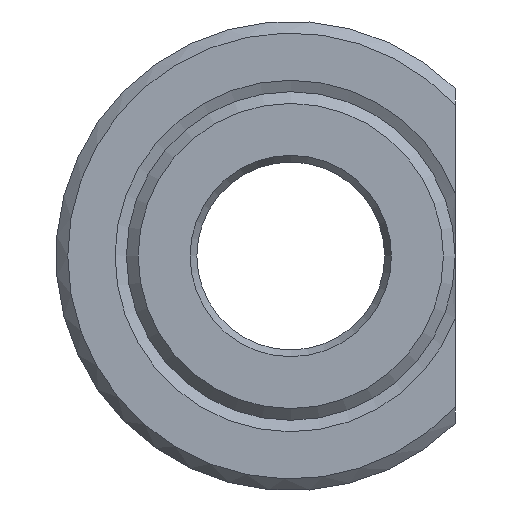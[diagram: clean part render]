
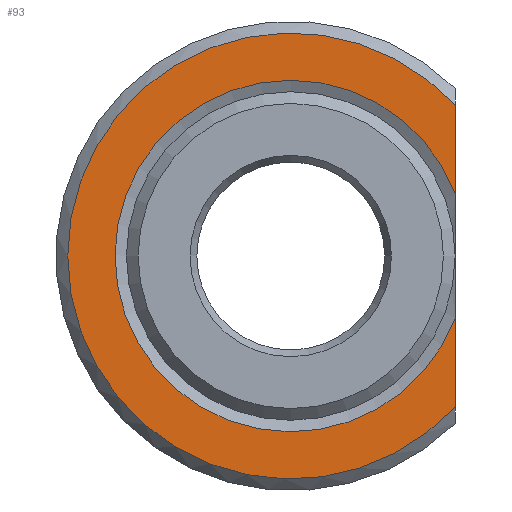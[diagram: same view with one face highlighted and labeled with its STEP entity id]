
A CAD part, left-side view. The second image highlights one B-rep face of the part: STEP entity #93.
In plain terms, the highlighted planar face has unit normal (-1, 0, 0).
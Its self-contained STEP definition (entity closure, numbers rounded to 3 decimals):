
#93=ADVANCED_FACE('',(#185),#186,.F.);
#185=FACE_OUTER_BOUND('',#279,.T.);
#186=PLANE('',#280);
#279=EDGE_LOOP('',(#421,#422,#423,#424));
#280=AXIS2_PLACEMENT_3D('',#425,#426,#427);
#421=ORIENTED_EDGE('',*,*,#511,.T.);
#422=ORIENTED_EDGE('',*,*,#491,.F.);
#423=ORIENTED_EDGE('',*,*,#475,.F.);
#424=ORIENTED_EDGE('',*,*,#501,.F.);
#425=CARTESIAN_POINT('',(0.0,5.0,0.0));
#426=DIRECTION('',(1.0,0.0,0.0));
#427=DIRECTION('',(0.0,0.0,-1.0));
#475=EDGE_CURVE('',#534,#533,#536,.T.);
#491=EDGE_CURVE('',#533,#560,#561,.T.);
#501=EDGE_CURVE('',#578,#534,#580,.T.);
#511=EDGE_CURVE('',#578,#560,#591,.F.);
#533=VERTEX_POINT('',#619);
#534=VERTEX_POINT('',#620);
#536=CIRCLE('',#626,7.487);
#560=VERTEX_POINT('',#650);
#561=LINE('',#651,#652);
#578=VERTEX_POINT('',#689);
#580=LINE('',#694,#695);
#591=CIRCLE('',#706,9.5);
#619=CARTESIAN_POINT('',(0.0,-7.0,-2.656));
#620=CARTESIAN_POINT('',(0.,-7.0,2.656));
#626=AXIS2_PLACEMENT_3D('',#734,#735,#736);
#650=CARTESIAN_POINT('',(0.0,-7.0,-6.423));
#651=CARTESIAN_POINT('',(0.0,-7.0,0.0));
#652=VECTOR('',#761,1.0);
#689=CARTESIAN_POINT('',(0.0,-7.0,6.423));
#694=CARTESIAN_POINT('',(0.0,-7.0,0.0));
#695=VECTOR('',#766,1.0);
#706=AXIS2_PLACEMENT_3D('',#779,#780,#781);
#734=CARTESIAN_POINT('',(0.,0.0,0.0));
#735=DIRECTION('',(-1.0,0.0,0.0));
#736=DIRECTION('',(0.0,0.0,1.0));
#761=DIRECTION('',(0.0,0.,-1.0));
#766=DIRECTION('',(0.0,0.,-1.0));
#779=CARTESIAN_POINT('',(0.0,0.0,0.0));
#780=DIRECTION('',(1.0,0.0,0.0));
#781=DIRECTION('',(0.0,0.0,-1.0));
